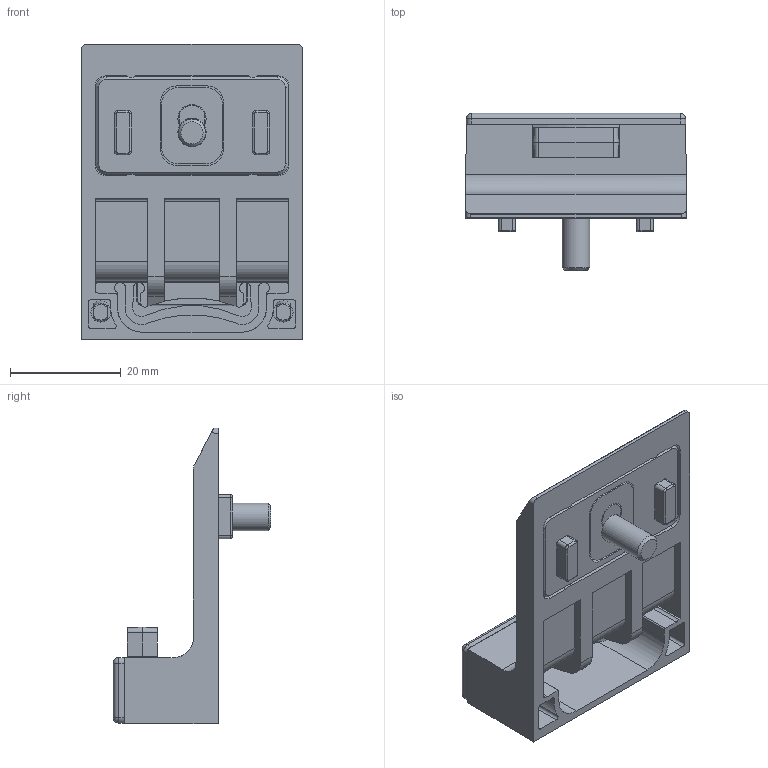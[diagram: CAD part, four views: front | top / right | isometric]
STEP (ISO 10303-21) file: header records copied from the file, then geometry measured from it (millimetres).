
FILE_DESCRIPTION(/* description */ ('STEP AP214'),/* implementation_level */ '2;1');
FILE_NAME(/* name */ '093110',/* time_stamp */ '2022-08-17T14:30:11+02:00',/* author */ ('License CC BY-ND 4.0'),/* organization */ ('CADENAS'),/* preprocessor_version */ 'ST-DEVELOPER v18.102',/* originating_system */ 'PARTsolutions',/* authorisation */ ' ');
FILE_SCHEMA (('AUTOMOTIVE_DESIGN {1 0 10303 214 3 1 1}'));
Length unit declared in the file: millimetre
Products named in the file (7): 093110; 8/10-screw; 093110_part8; 093110_part6; 093110_part7; 093110_part2; 093110_part1
Assembly tree (6 placements, depth 2):
  093110
    8/10-screw
    093110_part8
    093110_part6
    093110_part7
    093110_part2
    093110_part1
Bounding box: 40 x 28.5 x 53.5 mm (x, y, z)
Volume: 12233.4 mm3; surface area: 12490.6 mm2
Topology: 6 solids, 6 shells, 388 faces, 1014 edges, 644 vertices
Faces by surface type: plane 184, cylinder 138, cone 37, torus 25, sphere 4
Full cylindrical faces by diameter (mm): 3 x1, 3.56 x2, 5 x1, 9.43 x1
Entity records: 12082 total; most frequent: CARTESIAN_POINT 2208, DIRECTION 2086, ORIENTED_EDGE 2000, EDGE_CURVE 1000, AXIS2_PLACEMENT_3D 745, VERTEX_POINT 643, LINE 596, VECTOR 596
